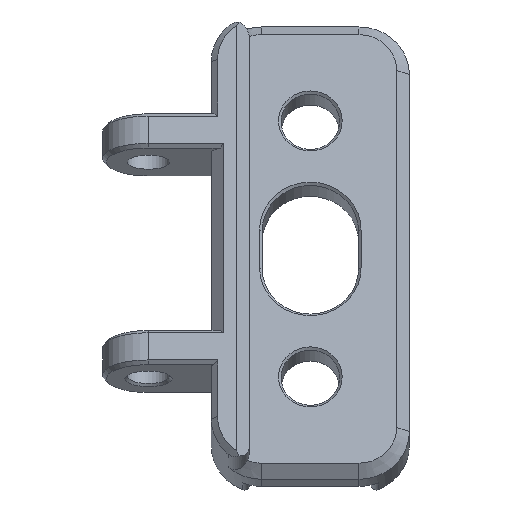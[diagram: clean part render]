
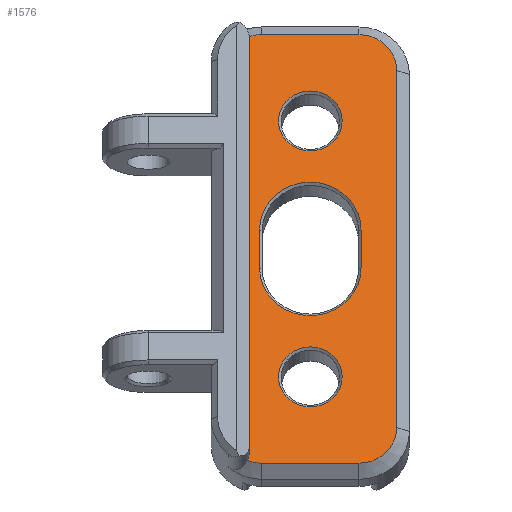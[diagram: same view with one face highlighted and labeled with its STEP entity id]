
A CAD part, front view. The second image highlights one B-rep face of the part: STEP entity #1576.
In plain terms, the highlighted planar face has unit normal (0, -0.943, 0.332).
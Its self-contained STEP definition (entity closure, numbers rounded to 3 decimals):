
#41=FACE_BOUND('',#272,.T.);
#42=FACE_BOUND('',#273,.T.);
#43=FACE_BOUND('',#274,.T.);
#63=CIRCLE('',#1689,3.);
#66=CIRCLE('',#1694,3.);
#68=CIRCLE('',#1698,3.);
#70=CIRCLE('',#1702,3.);
#71=CIRCLE('',#1704,1.);
#72=CIRCLE('',#1705,1.);
#73=CIRCLE('',#1706,4.02);
#74=CIRCLE('',#1707,4.02);
#75=CIRCLE('',#1708,2.52);
#76=CIRCLE('',#1709,2.52);
#174=FACE_OUTER_BOUND('',#271,.T.);
#271=EDGE_LOOP('',(#1104,#1105,#1106,#1107,#1108,#1109,#1110,#1111,#1112,
#1113));
#272=EDGE_LOOP('',(#1114,#1115,#1116,#1117));
#273=EDGE_LOOP('',(#1118));
#274=EDGE_LOOP('',(#1119));
#385=LINE('',#2447,#536);
#389=LINE('',#2459,#540);
#393=LINE('',#2471,#544);
#394=LINE('',#2493,#545);
#395=LINE('',#2499,#546);
#396=LINE('',#2502,#547);
#536=VECTOR('',#1901,10.);
#540=VECTOR('',#1913,10.);
#544=VECTOR('',#1925,10.);
#545=VECTOR('',#1936,10.);
#546=VECTOR('',#1941,10.);
#547=VECTOR('',#1944,10.);
#694=VERTEX_POINT('',#2424);
#695=VERTEX_POINT('',#2437);
#697=VERTEX_POINT('',#2443);
#699=VERTEX_POINT('',#2449);
#701=VERTEX_POINT('',#2455);
#703=VERTEX_POINT('',#2461);
#705=VERTEX_POINT('',#2467);
#707=VERTEX_POINT('',#2473);
#709=VERTEX_POINT('',#2490);
#710=VERTEX_POINT('',#2492);
#711=VERTEX_POINT('',#2495);
#712=VERTEX_POINT('',#2496);
#713=VERTEX_POINT('',#2498);
#714=VERTEX_POINT('',#2500);
#715=VERTEX_POINT('',#2503);
#716=VERTEX_POINT('',#2505);
#837=EDGE_CURVE('',#694,#695,#63,.T.);
#842=EDGE_CURVE('',#695,#697,#385,.T.);
#845=EDGE_CURVE('',#697,#699,#66,.T.);
#848=EDGE_CURVE('',#699,#701,#389,.T.);
#851=EDGE_CURVE('',#701,#703,#68,.T.);
#854=EDGE_CURVE('',#703,#705,#393,.T.);
#857=EDGE_CURVE('',#705,#707,#70,.T.);
#858=EDGE_CURVE('',#709,#694,#71,.F.);
#859=EDGE_CURVE('',#709,#710,#394,.T.);
#860=EDGE_CURVE('',#707,#710,#72,.F.);
#861=EDGE_CURVE('',#711,#712,#73,.T.);
#862=EDGE_CURVE('',#713,#711,#395,.T.);
#863=EDGE_CURVE('',#714,#713,#74,.T.);
#864=EDGE_CURVE('',#712,#714,#396,.T.);
#865=EDGE_CURVE('',#715,#715,#75,.T.);
#866=EDGE_CURVE('',#716,#716,#76,.T.);
#1104=ORIENTED_EDGE('',*,*,#857,.F.);
#1105=ORIENTED_EDGE('',*,*,#854,.F.);
#1106=ORIENTED_EDGE('',*,*,#851,.F.);
#1107=ORIENTED_EDGE('',*,*,#848,.F.);
#1108=ORIENTED_EDGE('',*,*,#845,.F.);
#1109=ORIENTED_EDGE('',*,*,#842,.F.);
#1110=ORIENTED_EDGE('',*,*,#837,.F.);
#1111=ORIENTED_EDGE('',*,*,#858,.F.);
#1112=ORIENTED_EDGE('',*,*,#859,.T.);
#1113=ORIENTED_EDGE('',*,*,#860,.F.);
#1114=ORIENTED_EDGE('',*,*,#861,.F.);
#1115=ORIENTED_EDGE('',*,*,#862,.F.);
#1116=ORIENTED_EDGE('',*,*,#863,.F.);
#1117=ORIENTED_EDGE('',*,*,#864,.F.);
#1118=ORIENTED_EDGE('',*,*,#865,.F.);
#1119=ORIENTED_EDGE('',*,*,#866,.F.);
#1523=PLANE('',#1703);
#1576=ADVANCED_FACE('',(#174,#41,#42,#43),#1523,.F.);
#1689=AXIS2_PLACEMENT_3D('',#2438,#1892,#1893);
#1694=AXIS2_PLACEMENT_3D('',#2453,#1907,#1908);
#1698=AXIS2_PLACEMENT_3D('',#2465,#1919,#1920);
#1702=AXIS2_PLACEMENT_3D('',#2488,#1930,#1931);
#1703=AXIS2_PLACEMENT_3D('',#2489,#1932,#1933);
#1704=AXIS2_PLACEMENT_3D('',#2491,#1934,#1935);
#1705=AXIS2_PLACEMENT_3D('',#2494,#1937,#1938);
#1706=AXIS2_PLACEMENT_3D('',#2497,#1939,#1940);
#1707=AXIS2_PLACEMENT_3D('',#2501,#1942,#1943);
#1708=AXIS2_PLACEMENT_3D('',#2504,#1945,#1946);
#1709=AXIS2_PLACEMENT_3D('',#2506,#1947,#1948);
#1892=DIRECTION('center_axis',(0.,0.943,-0.332));
#1893=DIRECTION('ref_axis',(-0.707,0.235,0.667));
#1901=DIRECTION('',(1.,0.,0.));
#1907=DIRECTION('center_axis',(0.,0.943,-0.332));
#1908=DIRECTION('ref_axis',(0.707,0.235,0.667));
#1913=DIRECTION('',(0.,-0.332,-0.943));
#1919=DIRECTION('center_axis',(0.,0.943,-0.332));
#1920=DIRECTION('ref_axis',(0.707,-0.235,-0.667));
#1925=DIRECTION('',(-1.,0.,0.));
#1930=DIRECTION('center_axis',(0.,0.943,-0.332));
#1931=DIRECTION('ref_axis',(-0.707,-0.235,-0.667));
#1932=DIRECTION('center_axis',(0.,0.943,-0.332));
#1933=DIRECTION('ref_axis',(1.,0.,0.));
#1934=DIRECTION('center_axis',(0.,0.943,-0.332));
#1935=DIRECTION('ref_axis',(0.408,0.303,0.861));
#1936=DIRECTION('',(0.,-0.332,-0.943));
#1937=DIRECTION('center_axis',(0.,0.943,-0.332));
#1938=DIRECTION('ref_axis',(0.408,-0.303,-0.861));
#1939=DIRECTION('center_axis',(0.,-0.943,
0.332));
#1940=DIRECTION('ref_axis',(1.,0.,0.));
#1941=DIRECTION('',(0.,0.332,0.943));
#1942=DIRECTION('center_axis',(0.,-0.943,
0.332));
#1943=DIRECTION('ref_axis',(-1.,0.,0.));
#1944=DIRECTION('',(0.,-0.332,-0.943));
#1945=DIRECTION('center_axis',(0.,-0.943,
0.332));
#1946=DIRECTION('ref_axis',(1.,0.,0.));
#1947=DIRECTION('center_axis',(0.,-0.943,
0.332));
#1948=DIRECTION('ref_axis',(1.,0.,0.));
#2424=CARTESIAN_POINT('',(26.741,-8.018,62.824));
#2437=CARTESIAN_POINT('',(27.895,-7.942,63.042));
#2438=CARTESIAN_POINT('Origin',(27.895,-8.938,60.212));
#2443=CARTESIAN_POINT('',(35.595,-7.942,63.042));
#2447=CARTESIAN_POINT('',(35.67,-7.942,63.042));
#2449=CARTESIAN_POINT('',(38.595,-8.938,60.212));
#2453=CARTESIAN_POINT('Origin',(35.595,-8.938,60.212));
#2455=CARTESIAN_POINT('',(38.595,-18.905,31.916));
#2459=CARTESIAN_POINT('',(38.595,-27.565,7.328));
#2461=CARTESIAN_POINT('',(35.595,-19.901,29.087));
#2465=CARTESIAN_POINT('Origin',(35.595,-18.905,31.916));
#2467=CARTESIAN_POINT('',(27.895,-19.901,29.087));
#2471=CARTESIAN_POINT('',(29.82,-19.901,29.087));
#2473=CARTESIAN_POINT('',(26.741,-19.825,29.304));
#2488=CARTESIAN_POINT('Origin',(27.895,-18.905,31.916));
#2489=CARTESIAN_POINT('Origin',(31.745,-25.204,14.031));
#2490=CARTESIAN_POINT('',(26.895,-8.196,62.321));
#2491=CARTESIAN_POINT('Origin',(25.895,-8.196,62.321));
#2492=CARTESIAN_POINT('',(26.895,-19.648,29.807));
#2493=CARTESIAN_POINT('',(26.895,-20.815,26.492));
#2494=CARTESIAN_POINT('Origin',(25.895,-19.648,29.807));
#2495=CARTESIAN_POINT('',(35.765,-13.395,47.559));
#2496=CARTESIAN_POINT('',(27.725,-13.395,47.559));
#2497=CARTESIAN_POINT('Origin',(31.745,-13.395,47.559));
#2498=CARTESIAN_POINT('',(35.765,-14.448,44.569));
#2499=CARTESIAN_POINT('',(35.765,-19.826,29.3));
#2500=CARTESIAN_POINT('',(27.725,-14.448,44.569));
#2501=CARTESIAN_POINT('Origin',(31.745,-14.448,44.569));
#2502=CARTESIAN_POINT('',(27.725,-19.3,30.795));
#2503=CARTESIAN_POINT('',(29.225,-10.35,56.204));
#2504=CARTESIAN_POINT('Origin',(31.745,-10.35,56.204));
#2505=CARTESIAN_POINT('',(29.225,-17.493,35.925));
#2506=CARTESIAN_POINT('Origin',(31.745,-17.493,35.925));
